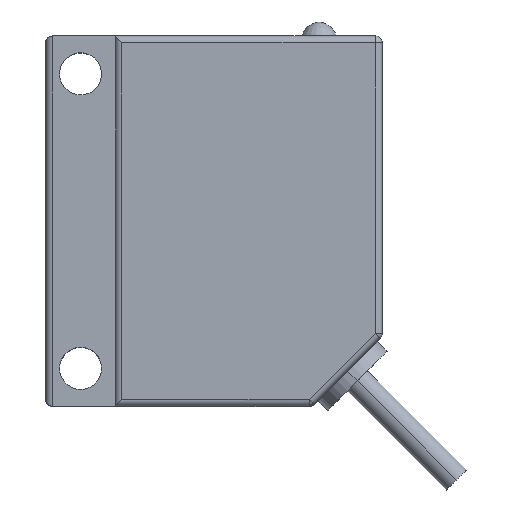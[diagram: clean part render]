
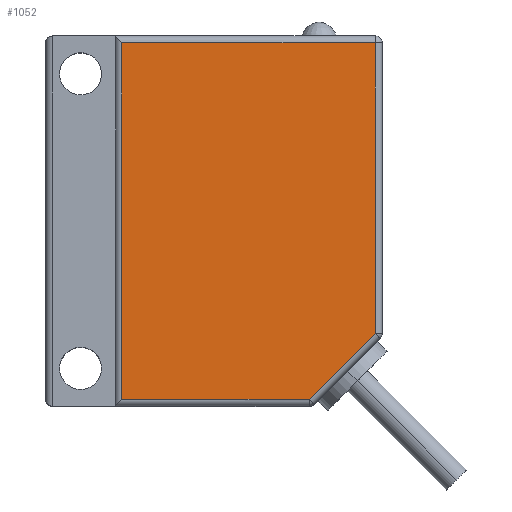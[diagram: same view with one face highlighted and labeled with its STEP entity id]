
A CAD part, top view. The second image highlights one B-rep face of the part: STEP entity #1052.
In plain terms, the highlighted planar face has unit normal (0, 0, 1).
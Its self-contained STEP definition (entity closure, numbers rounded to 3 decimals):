
#56=DIRECTION('',(1.,0.,0.));
#57=VECTOR('',#56,13.36);
#58=CARTESIAN_POINT('',(-6.567,-12.7,6.));
#59=LINE('',#58,#57);
#64=DIRECTION('',(0.,-1.,0.));
#65=VECTOR('',#64,25.4);
#66=CARTESIAN_POINT('',(-6.567,12.7,6.));
#67=LINE('',#66,#65);
#71=DIRECTION('',(-1.,0.,0.));
#72=VECTOR('',#71,18.067);
#73=CARTESIAN_POINT('',(11.5,12.7,6.));
#74=LINE('',#73,#72);
#78=DIRECTION('',(0.,1.,0.));
#79=VECTOR('',#78,20.693);
#80=CARTESIAN_POINT('',(11.5,-7.993,6.));
#81=LINE('',#80,#79);
#85=DIRECTION('',(0.707,0.707,0.));
#86=VECTOR('',#85,6.657);
#87=CARTESIAN_POINT('',(6.793,-12.7,6.));
#88=LINE('',#87,#86);
#959=CARTESIAN_POINT('',(-6.567,-12.7,6.));
#960=CARTESIAN_POINT('',(6.793,-12.7,6.));
#961=VERTEX_POINT('',#959);
#962=VERTEX_POINT('',#960);
#983=CARTESIAN_POINT('',(11.5,-7.993,6.));
#984=VERTEX_POINT('',#983);
#989=CARTESIAN_POINT('',(11.5,12.7,6.));
#990=VERTEX_POINT('',#989);
#1005=CARTESIAN_POINT('',(-6.567,12.7,6.));
#1006=VERTEX_POINT('',#1005);
#1035=CARTESIAN_POINT('',(0.,0.,6.));
#1036=DIRECTION('',(0.,0.,1.));
#1037=DIRECTION('',(1.,0.,0.));
#1038=AXIS2_PLACEMENT_3D('',#1035,#1036,#1037);
#1039=PLANE('',#1038);
#1041=ORIENTED_EDGE('',*,*,#1040,.F.);
#1043=ORIENTED_EDGE('',*,*,#1042,.F.);
#1045=ORIENTED_EDGE('',*,*,#1044,.F.);
#1047=ORIENTED_EDGE('',*,*,#1046,.F.);
#1049=ORIENTED_EDGE('',*,*,#1048,.F.);
#1050=EDGE_LOOP('',(#1041,#1043,#1045,#1047,#1049));
#1051=FACE_OUTER_BOUND('',#1050,.F.);
#1052=ADVANCED_FACE('',(#1051),#1039,.T.);
#1040=EDGE_CURVE('',#961,#962,#59,.T.);
#1042=EDGE_CURVE('',#1006,#961,#67,.T.);
#1044=EDGE_CURVE('',#990,#1006,#74,.T.);
#1046=EDGE_CURVE('',#984,#990,#81,.T.);
#1048=EDGE_CURVE('',#962,#984,#88,.T.);
